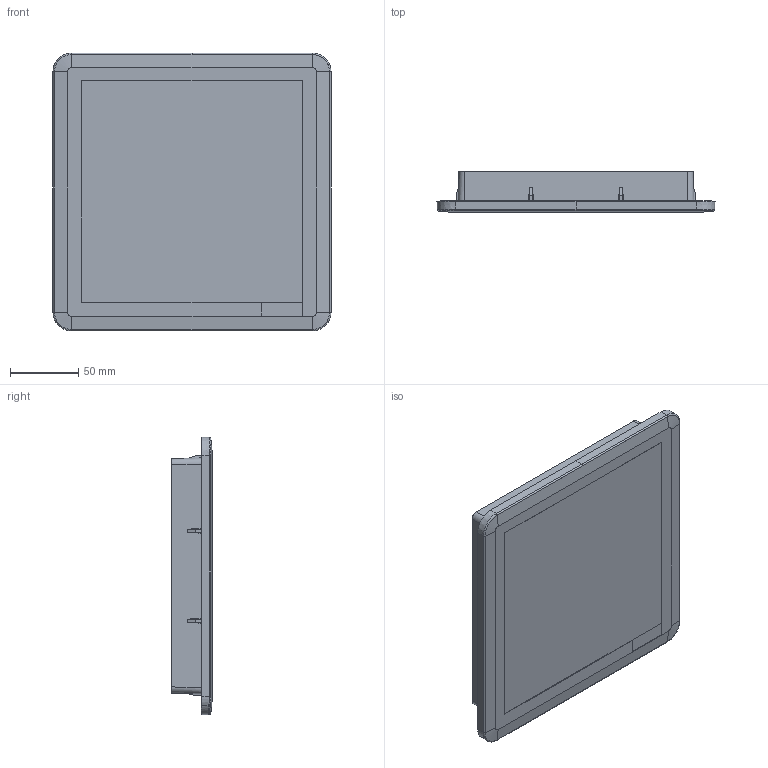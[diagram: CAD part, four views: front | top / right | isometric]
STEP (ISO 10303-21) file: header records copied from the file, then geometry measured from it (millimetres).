
FILE_DESCRIPTION (( 'STEP AP214' ), '1' );
FILE_NAME ('FF13y (p.c.).STEP', '2022-03-04T14:21:36', ( '' ), ( '' ), 'SwSTEP 2.0', 'SolidWorks 2021', '' );
FILE_SCHEMA (( 'AUTOMOTIVE_DESIGN' ));
Length unit declared in the file: inch
Products named in the file (1): FF13y (p.c.)
Bounding box: 203.91 x 29.5 x 203.89 mm (x, y, z)
Volume: 945659.7 mm3; surface area: 110411.4 mm2
Topology: 1 solids, 1 shells, 241 faces, 771 edges, 621 vertices
Faces by surface type: plane 173, bspline 26, cylinder 24, cone 12, torus 6
Entity records: 11824 total; most frequent: CARTESIAN_POINT 5599, ORIENTED_EDGE 1542, DIRECTION 824, EDGE_CURVE 771, VERTEX_POINT 621, B_SPLINE_CURVE_WITH_KNOTS 427, EDGE_LOOP 330, AXIS2_PLACEMENT_3D 279
